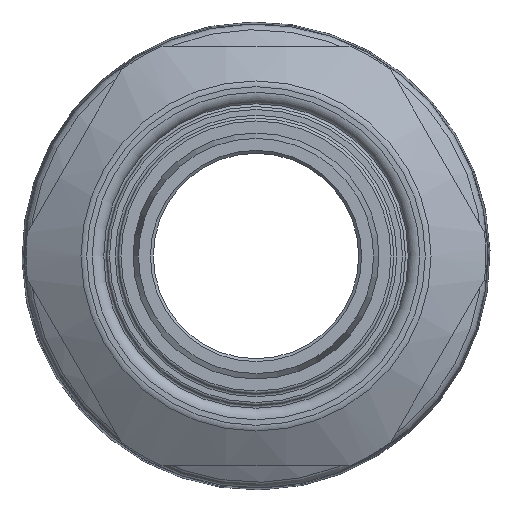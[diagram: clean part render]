
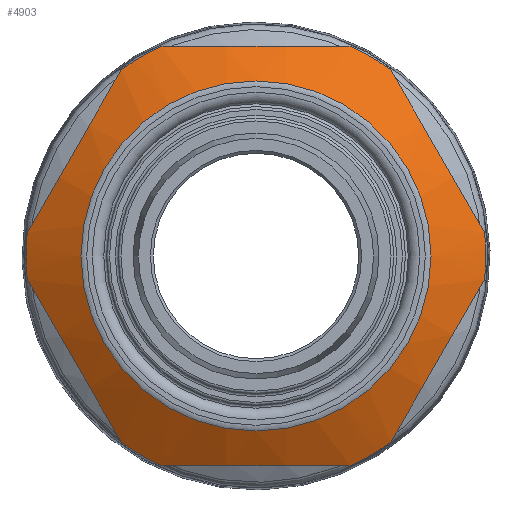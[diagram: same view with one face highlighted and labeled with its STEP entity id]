
A CAD part, front view. The second image highlights one B-rep face of the part: STEP entity #4903.
In plain terms, the highlighted conical face has half-angle 60 degrees and reference radius 17.78 mm.
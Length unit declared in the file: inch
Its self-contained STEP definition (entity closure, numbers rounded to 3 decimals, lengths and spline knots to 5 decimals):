
#197=(
BOUNDED_CURVE()
B_SPLINE_CURVE(2,(#11285,#11286,#11287),.UNSPECIFIED.,.F.,.F.)
B_SPLINE_CURVE_WITH_KNOTS((3,3),(0.,1.67512),.UNSPECIFIED.)
CURVE()
GEOMETRIC_REPRESENTATION_ITEM()
RATIONAL_B_SPLINE_CURVE((1.,1.096,1.))
REPRESENTATION_ITEM('')
);
#198=(
BOUNDED_CURVE()
B_SPLINE_CURVE(2,(#11291,#11292,#11293),.UNSPECIFIED.,.F.,.F.)
B_SPLINE_CURVE_WITH_KNOTS((3,3),(0.,1.67512),.UNSPECIFIED.)
CURVE()
GEOMETRIC_REPRESENTATION_ITEM()
RATIONAL_B_SPLINE_CURVE((1.,1.096,1.))
REPRESENTATION_ITEM('')
);
#199=(
BOUNDED_CURVE()
B_SPLINE_CURVE(2,(#11297,#11298,#11299),.UNSPECIFIED.,.F.,.F.)
B_SPLINE_CURVE_WITH_KNOTS((3,3),(0.,1.67512),.UNSPECIFIED.)
CURVE()
GEOMETRIC_REPRESENTATION_ITEM()
RATIONAL_B_SPLINE_CURVE((1.,1.096,1.))
REPRESENTATION_ITEM('')
);
#200=(
BOUNDED_CURVE()
B_SPLINE_CURVE(2,(#11303,#11304,#11305),.UNSPECIFIED.,.F.,.F.)
B_SPLINE_CURVE_WITH_KNOTS((3,3),(0.,1.67512),.UNSPECIFIED.)
CURVE()
GEOMETRIC_REPRESENTATION_ITEM()
RATIONAL_B_SPLINE_CURVE((1.,1.096,1.))
REPRESENTATION_ITEM('')
);
#201=(
BOUNDED_CURVE()
B_SPLINE_CURVE(2,(#11309,#11310,#11311),.UNSPECIFIED.,.F.,.F.)
B_SPLINE_CURVE_WITH_KNOTS((3,3),(0.,1.67512),.UNSPECIFIED.)
CURVE()
GEOMETRIC_REPRESENTATION_ITEM()
RATIONAL_B_SPLINE_CURVE((1.,1.096,1.))
REPRESENTATION_ITEM('')
);
#202=(
BOUNDED_CURVE()
B_SPLINE_CURVE(2,(#11315,#11316,#11317),.UNSPECIFIED.,.F.,.F.)
B_SPLINE_CURVE_WITH_KNOTS((3,3),(0.,1.67512),.UNSPECIFIED.)
CURVE()
GEOMETRIC_REPRESENTATION_ITEM()
RATIONAL_B_SPLINE_CURVE((1.,1.096,1.))
REPRESENTATION_ITEM('')
);
#706=FACE_OUTER_BOUND('',#1034,.T.);
#1034=EDGE_LOOP('',(#3805,#3806,#3807,#3808,#3809,#3810,#3811,#3812,#3813,
#3814,#3815,#3816,#3817,#3818,#3819,#3820));
#1281=LINE('',#11281,#1435);
#1435=VECTOR('',#6532,0.7);
#1670=CIRCLE('',#5415,0.60928);
#1672=CIRCLE('',#5419,0.8);
#1673=CIRCLE('',#5420,0.8);
#1674=CIRCLE('',#5421,0.8);
#1675=CIRCLE('',#5422,0.8);
#1676=CIRCLE('',#5423,0.8);
#1677=CIRCLE('',#5424,0.8);
#1678=CIRCLE('',#5425,0.8);
#2093=VERTEX_POINT('',#11273);
#2095=VERTEX_POINT('',#11280);
#2096=VERTEX_POINT('',#11282);
#2097=VERTEX_POINT('',#11284);
#2098=VERTEX_POINT('',#11288);
#2099=VERTEX_POINT('',#11290);
#2100=VERTEX_POINT('',#11294);
#2101=VERTEX_POINT('',#11296);
#2102=VERTEX_POINT('',#11300);
#2103=VERTEX_POINT('',#11302);
#2104=VERTEX_POINT('',#11306);
#2105=VERTEX_POINT('',#11308);
#2106=VERTEX_POINT('',#11312);
#2107=VERTEX_POINT('',#11314);
#2689=EDGE_CURVE('',#2093,#2093,#1670,.T.);
#2691=EDGE_CURVE('',#2093,#2095,#1281,.T.);
#2692=EDGE_CURVE('',#2096,#2095,#1672,.T.);
#2693=EDGE_CURVE('',#2097,#2096,#197,.T.);
#2694=EDGE_CURVE('',#2098,#2097,#1673,.T.);
#2695=EDGE_CURVE('',#2099,#2098,#198,.T.);
#2696=EDGE_CURVE('',#2100,#2099,#1674,.T.);
#2697=EDGE_CURVE('',#2101,#2100,#199,.T.);
#2698=EDGE_CURVE('',#2102,#2101,#1675,.T.);
#2699=EDGE_CURVE('',#2103,#2102,#200,.T.);
#2700=EDGE_CURVE('',#2104,#2103,#1676,.T.);
#2701=EDGE_CURVE('',#2105,#2104,#201,.T.);
#2702=EDGE_CURVE('',#2106,#2105,#1677,.T.);
#2703=EDGE_CURVE('',#2107,#2106,#202,.T.);
#2704=EDGE_CURVE('',#2095,#2107,#1678,.T.);
#3805=ORIENTED_EDGE('',*,*,#2689,.F.);
#3806=ORIENTED_EDGE('',*,*,#2691,.T.);
#3807=ORIENTED_EDGE('',*,*,#2692,.F.);
#3808=ORIENTED_EDGE('',*,*,#2693,.F.);
#3809=ORIENTED_EDGE('',*,*,#2694,.F.);
#3810=ORIENTED_EDGE('',*,*,#2695,.F.);
#3811=ORIENTED_EDGE('',*,*,#2696,.F.);
#3812=ORIENTED_EDGE('',*,*,#2697,.F.);
#3813=ORIENTED_EDGE('',*,*,#2698,.F.);
#3814=ORIENTED_EDGE('',*,*,#2699,.F.);
#3815=ORIENTED_EDGE('',*,*,#2700,.F.);
#3816=ORIENTED_EDGE('',*,*,#2701,.F.);
#3817=ORIENTED_EDGE('',*,*,#2702,.F.);
#3818=ORIENTED_EDGE('',*,*,#2703,.F.);
#3819=ORIENTED_EDGE('',*,*,#2704,.F.);
#3820=ORIENTED_EDGE('',*,*,#2691,.F.);
#4382=CONICAL_SURFACE('',#5418,0.7,1.047);
#4903=ADVANCED_FACE('',(#706),#4382,.T.);
#5415=AXIS2_PLACEMENT_3D('',#11275,#6524,#6525);
#5418=AXIS2_PLACEMENT_3D('',#11279,#6530,#6531);
#5419=AXIS2_PLACEMENT_3D('',#11283,#6533,#6534);
#5420=AXIS2_PLACEMENT_3D('',#11289,#6535,#6536);
#5421=AXIS2_PLACEMENT_3D('',#11295,#6537,#6538);
#5422=AXIS2_PLACEMENT_3D('',#11301,#6539,#6540);
#5423=AXIS2_PLACEMENT_3D('',#11307,#6541,#6542);
#5424=AXIS2_PLACEMENT_3D('',#11313,#6543,#6544);
#5425=AXIS2_PLACEMENT_3D('',#11318,#6545,#6546);
#6524=DIRECTION('center_axis',(0.,-1.,0.));
#6525=DIRECTION('ref_axis',(-1.,0.,0.));
#6530=DIRECTION('center_axis',(0.,1.,0.));
#6531=DIRECTION('ref_axis',(1.,0.,0.));
#6532=DIRECTION('',(-0.866,0.5,0.));
#6533=DIRECTION('center_axis',(0.,1.,0.));
#6534=DIRECTION('ref_axis',(-1.,0.,0.));
#6535=DIRECTION('center_axis',(0.,1.,0.));
#6536=DIRECTION('ref_axis',(-1.,0.,0.));
#6537=DIRECTION('center_axis',(0.,1.,0.));
#6538=DIRECTION('ref_axis',(-1.,0.,0.));
#6539=DIRECTION('center_axis',(0.,1.,0.));
#6540=DIRECTION('ref_axis',(-1.,0.,0.));
#6541=DIRECTION('center_axis',(0.,1.,0.));
#6542=DIRECTION('ref_axis',(-1.,0.,0.));
#6543=DIRECTION('center_axis',(0.,1.,0.));
#6544=DIRECTION('ref_axis',(-1.,0.,0.));
#6545=DIRECTION('center_axis',(0.,1.,0.));
#6546=DIRECTION('ref_axis',(-1.,0.,0.));
#11273=CARTESIAN_POINT('',(-0.60928,-2.07129,0.));
#11275=CARTESIAN_POINT('Origin',(0.,-2.07129,
0.));
#11279=CARTESIAN_POINT('Origin',(0.,-2.01892,
0.));
#11280=CARTESIAN_POINT('',(-0.8,-1.96118,0.));
#11281=CARTESIAN_POINT('',(-0.7,-2.01892,0.));
#11282=CARTESIAN_POINT('',(-0.79583,-1.96118,-0.08158));
#11283=CARTESIAN_POINT('Origin',(0.,-1.96118,
0.));
#11284=CARTESIAN_POINT('',(-0.46857,-1.96118,-0.64842));
#11285=CARTESIAN_POINT('Ctrl Pts',(-0.46857,-1.96118,
-0.64842));
#11286=CARTESIAN_POINT('Ctrl Pts',(-0.6322,-2.03848,
-0.365));
#11287=CARTESIAN_POINT('Ctrl Pts',(-0.79583,-1.96118,
-0.08158));
#11288=CARTESIAN_POINT('',(-0.32726,-1.96118,-0.73));
#11289=CARTESIAN_POINT('Origin',(0.,-1.96118,
0.));
#11290=CARTESIAN_POINT('',(0.32726,-1.96118,-0.73));
#11291=CARTESIAN_POINT('Ctrl Pts',(0.32726,-1.96118,
-0.73));
#11292=CARTESIAN_POINT('Ctrl Pts',(0.,-2.03848,
-0.73));
#11293=CARTESIAN_POINT('Ctrl Pts',(-0.32726,-1.96118,
-0.73));
#11294=CARTESIAN_POINT('',(0.46857,-1.96118,-0.64842));
#11295=CARTESIAN_POINT('Origin',(0.,-1.96118,
0.));
#11296=CARTESIAN_POINT('',(0.79583,-1.96118,-0.08158));
#11297=CARTESIAN_POINT('Ctrl Pts',(0.79583,-1.96118,
-0.08158));
#11298=CARTESIAN_POINT('Ctrl Pts',(0.6322,-2.03848,-0.365));
#11299=CARTESIAN_POINT('Ctrl Pts',(0.46857,-1.96118,
-0.64842));
#11300=CARTESIAN_POINT('',(0.79583,-1.96118,0.08158));
#11301=CARTESIAN_POINT('Origin',(0.,-1.96118,
0.));
#11302=CARTESIAN_POINT('',(0.46857,-1.96118,0.64842));
#11303=CARTESIAN_POINT('Ctrl Pts',(0.46857,-1.96118,
0.64842));
#11304=CARTESIAN_POINT('Ctrl Pts',(0.6322,-2.03848,
0.365));
#11305=CARTESIAN_POINT('Ctrl Pts',(0.79583,-1.96118,
0.08158));
#11306=CARTESIAN_POINT('',(0.32726,-1.96118,0.73));
#11307=CARTESIAN_POINT('Origin',(0.,-1.96118,
0.));
#11308=CARTESIAN_POINT('',(-0.32726,-1.96118,0.73));
#11309=CARTESIAN_POINT('Ctrl Pts',(-0.32726,-1.96118,
0.73));
#11310=CARTESIAN_POINT('Ctrl Pts',(0.,-2.03848,
0.73));
#11311=CARTESIAN_POINT('Ctrl Pts',(0.32726,-1.96118,
0.73));
#11312=CARTESIAN_POINT('',(-0.46857,-1.96118,0.64842));
#11313=CARTESIAN_POINT('Origin',(0.,-1.96118,
0.));
#11314=CARTESIAN_POINT('',(-0.79583,-1.96118,0.08158));
#11315=CARTESIAN_POINT('Ctrl Pts',(-0.79583,-1.96118,
0.08158));
#11316=CARTESIAN_POINT('Ctrl Pts',(-0.6322,-2.03848,
0.365));
#11317=CARTESIAN_POINT('Ctrl Pts',(-0.46857,-1.96118,
0.64842));
#11318=CARTESIAN_POINT('Origin',(0.,-1.96118,
0.));
